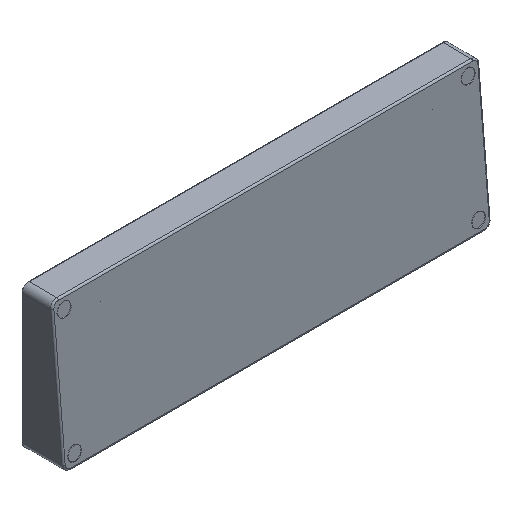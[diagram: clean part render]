
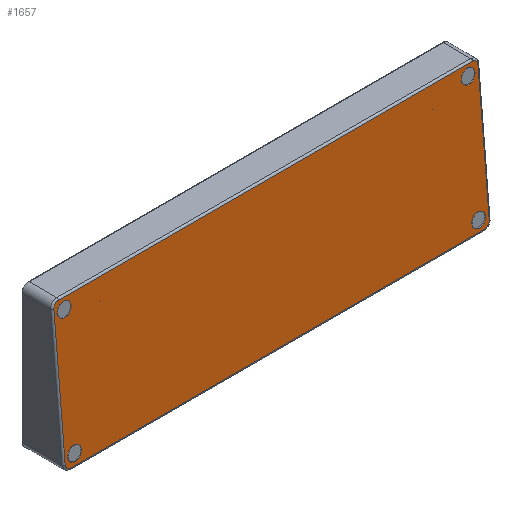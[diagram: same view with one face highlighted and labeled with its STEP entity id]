
A CAD part, isometric view. The second image highlights one B-rep face of the part: STEP entity #1657.
In plain terms, the highlighted planar face has unit normal (0, -0.996, 0.087).
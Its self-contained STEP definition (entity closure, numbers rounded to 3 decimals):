
#23=ELLIPSE('',#1787,3.011,3.);
#25=ELLIPSE('',#1792,3.011,3.);
#27=ELLIPSE('',#1797,3.011,3.);
#29=ELLIPSE('',#1801,3.011,3.);
#37=FACE_BOUND('',#369,.T.);
#38=FACE_BOUND('',#370,.T.);
#39=FACE_BOUND('',#371,.T.);
#40=FACE_BOUND('',#372,.T.);
#74=CIRCLE('',#1768,4.05);
#76=CIRCLE('',#1772,4.05);
#78=CIRCLE('',#1776,4.05);
#80=CIRCLE('',#1780,4.05);
#257=FACE_OUTER_BOUND('',#368,.T.);
#368=EDGE_LOOP('',(#1269,#1270,#1271,#1272,#1273,#1274,#1275,#1276));
#369=EDGE_LOOP('',(#1277));
#370=EDGE_LOOP('',(#1278));
#371=EDGE_LOOP('',(#1279));
#372=EDGE_LOOP('',(#1280));
#505=LINE('',#2682,#627);
#506=LINE('',#2722,#628);
#508=LINE('',#2758,#630);
#510=LINE('',#2794,#632);
#627=VECTOR('',#2116,10.);
#628=VECTOR('',#2127,10.);
#630=VECTOR('',#2139,10.);
#632=VECTOR('',#2151,10.);
#745=VERTEX_POINT('',#2650);
#747=VERTEX_POINT('',#2657);
#749=VERTEX_POINT('',#2664);
#751=VERTEX_POINT('',#2671);
#753=VERTEX_POINT('',#2678);
#754=VERTEX_POINT('',#2680);
#756=VERTEX_POINT('',#2714);
#758=VERTEX_POINT('',#2720);
#760=VERTEX_POINT('',#2750);
#762=VERTEX_POINT('',#2756);
#764=VERTEX_POINT('',#2786);
#766=VERTEX_POINT('',#2792);
#915=EDGE_CURVE('',#745,#745,#74,.T.);
#918=EDGE_CURVE('',#747,#747,#76,.T.);
#921=EDGE_CURVE('',#749,#749,#78,.T.);
#924=EDGE_CURVE('',#751,#751,#80,.T.);
#929=EDGE_CURVE('',#754,#753,#505,.T.);
#931=EDGE_CURVE('',#756,#754,#23,.T.);
#934=EDGE_CURVE('',#758,#756,#506,.T.);
#937=EDGE_CURVE('',#760,#758,#25,.T.);
#940=EDGE_CURVE('',#762,#760,#508,.T.);
#943=EDGE_CURVE('',#764,#762,#27,.T.);
#946=EDGE_CURVE('',#766,#764,#510,.T.);
#948=EDGE_CURVE('',#753,#766,#29,.T.);
#1269=ORIENTED_EDGE('',*,*,#929,.F.);
#1270=ORIENTED_EDGE('',*,*,#931,.F.);
#1271=ORIENTED_EDGE('',*,*,#934,.F.);
#1272=ORIENTED_EDGE('',*,*,#937,.F.);
#1273=ORIENTED_EDGE('',*,*,#940,.F.);
#1274=ORIENTED_EDGE('',*,*,#943,.F.);
#1275=ORIENTED_EDGE('',*,*,#946,.F.);
#1276=ORIENTED_EDGE('',*,*,#948,.F.);
#1277=ORIENTED_EDGE('',*,*,#915,.T.);
#1278=ORIENTED_EDGE('',*,*,#918,.T.);
#1279=ORIENTED_EDGE('',*,*,#921,.T.);
#1280=ORIENTED_EDGE('',*,*,#924,.T.);
#1590=PLANE('',#1808);
#1657=ADVANCED_FACE('',(#257,#37,#38,#39,#40),#1590,.F.);
#1768=AXIS2_PLACEMENT_3D('',#2651,#2076,#2077);
#1772=AXIS2_PLACEMENT_3D('',#2658,#2085,#2086);
#1776=AXIS2_PLACEMENT_3D('',#2665,#2094,#2095);
#1780=AXIS2_PLACEMENT_3D('',#2672,#2103,#2104);
#1787=AXIS2_PLACEMENT_3D('',#2716,#2119,#2120);
#1792=AXIS2_PLACEMENT_3D('',#2752,#2131,#2132);
#1797=AXIS2_PLACEMENT_3D('',#2788,#2143,#2144);
#1801=AXIS2_PLACEMENT_3D('',#2826,#2153,#2154);
#1808=AXIS2_PLACEMENT_3D('',#2840,#2171,#2172);
#2076=DIRECTION('center_axis',(0.,0.996,-0.087));
#2077=DIRECTION('ref_axis',(1.,0.,0.));
#2085=DIRECTION('center_axis',(0.,0.996,-0.087));
#2086=DIRECTION('ref_axis',(1.,0.,0.));
#2094=DIRECTION('center_axis',(0.,0.996,-0.087));
#2095=DIRECTION('ref_axis',(1.,0.,0.));
#2103=DIRECTION('center_axis',(0.,0.996,-0.087));
#2104=DIRECTION('ref_axis',(1.,0.,0.));
#2116=DIRECTION('',(-1.,0.,0.));
#2119=DIRECTION('center_axis',(0.,0.996,-0.087));
#2120=DIRECTION('ref_axis',(0.,-0.087,-0.996));
#2127=DIRECTION('',(0.,-0.087,-0.996));
#2131=DIRECTION('center_axis',(0.,0.996,-0.087));
#2132=DIRECTION('ref_axis',(0.,0.087,0.996));
#2139=DIRECTION('',(1.,0.,0.));
#2143=DIRECTION('center_axis',(0.,0.996,-0.087));
#2144=DIRECTION('ref_axis',(0.,0.087,0.996));
#2151=DIRECTION('',(0.,0.087,0.996));
#2153=DIRECTION('center_axis',(0.,0.996,-0.087));
#2154=DIRECTION('ref_axis',(0.,-0.087,-0.996));
#2171=DIRECTION('center_axis',(0.,0.996,-0.087));
#2172=DIRECTION('ref_axis',(1.,0.,0.));
#2650=CARTESIAN_POINT('',(240.75,-2.603,73.906));
#2651=CARTESIAN_POINT('Origin',(244.8,-2.603,73.906));
#2657=CARTESIAN_POINT('',(-1.85,-8.871,2.268));
#2658=CARTESIAN_POINT('Origin',(2.2,-8.871,2.268));
#2664=CARTESIAN_POINT('',(240.75,-8.871,2.268));
#2665=CARTESIAN_POINT('Origin',(244.8,-8.871,2.268));
#2671=CARTESIAN_POINT('',(-1.85,-2.603,73.906));
#2672=CARTESIAN_POINT('Origin',(2.2,-2.603,73.906));
#2678=CARTESIAN_POINT('',(-0.8,-9.394,-3.713));
#2680=CARTESIAN_POINT('',(247.8,-9.394,-3.713));
#2682=CARTESIAN_POINT('',(185.65,-9.394,-3.713));
#2714=CARTESIAN_POINT('',(250.8,-9.131,-0.713));
#2716=CARTESIAN_POINT('Origin',(247.8,-9.131,-0.713));
#2720=CARTESIAN_POINT('',(250.8,-2.342,76.887));
#2722=CARTESIAN_POINT('',(250.8,-4.031,57.583));
#2750=CARTESIAN_POINT('',(247.8,-2.08,79.887));
#2752=CARTESIAN_POINT('Origin',(247.8,-2.342,76.887));
#2756=CARTESIAN_POINT('',(-0.8,-2.08,79.887));
#2758=CARTESIAN_POINT('',(61.35,-2.08,79.887));
#2786=CARTESIAN_POINT('',(-3.8,-2.342,76.887));
#2788=CARTESIAN_POINT('Origin',(-0.8,-2.342,76.887));
#2792=CARTESIAN_POINT('',(-3.8,-9.131,-0.713));
#2794=CARTESIAN_POINT('',(-3.8,-7.4,19.078));
#2826=CARTESIAN_POINT('Origin',(-0.8,-9.131,-0.713));
#2840=CARTESIAN_POINT('Origin',(123.5,-5.73,38.163));
